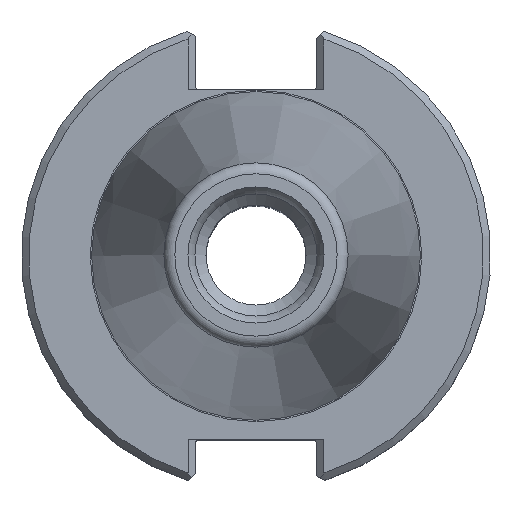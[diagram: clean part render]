
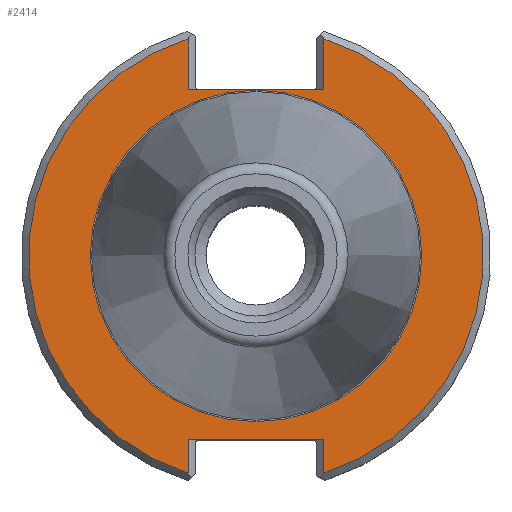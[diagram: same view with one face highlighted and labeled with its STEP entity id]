
A CAD part, top view. The second image highlights one B-rep face of the part: STEP entity #2414.
In plain terms, the highlighted planar face has unit normal (0, 0, 1).
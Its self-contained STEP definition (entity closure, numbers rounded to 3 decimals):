
#56=LINE('',#3680,#121);
#59=LINE('',#3691,#124);
#78=LINE('',#3774,#143);
#80=LINE('',#3790,#145);
#81=LINE('',#3792,#146);
#82=LINE('',#3794,#147);
#121=VECTOR('',#2929,1000.);
#124=VECTOR('',#2934,1000.);
#143=VECTOR('',#2981,1000.);
#145=VECTOR('',#2991,1000.);
#146=VECTOR('',#2992,1000.);
#147=VECTOR('',#2993,1000.);
#283=PLANE('',#2593);
#686=ORIENTED_EDGE('',*,*,#928,.T.);
#687=ORIENTED_EDGE('',*,*,#923,.T.);
#688=ORIENTED_EDGE('',*,*,#953,.F.);
#689=ORIENTED_EDGE('',*,*,#919,.T.);
#690=ORIENTED_EDGE('',*,*,#945,.T.);
#691=ORIENTED_EDGE('',*,*,#958,.T.);
#692=ORIENTED_EDGE('',*,*,#959,.F.);
#693=ORIENTED_EDGE('',*,*,#960,.T.);
#694=ORIENTED_EDGE('',*,*,#917,.F.);
#917=EDGE_CURVE('',#1107,#1107,#1211,.T.);
#919=EDGE_CURVE('',#1109,#1108,#56,.T.);
#923=EDGE_CURVE('',#1110,#1111,#59,.T.);
#928=EDGE_CURVE('',#1114,#1110,#1212,.T.);
#945=EDGE_CURVE('',#1108,#1125,#1213,.T.);
#953=EDGE_CURVE('',#1109,#1111,#78,.T.);
#958=EDGE_CURVE('',#1125,#1132,#80,.T.);
#959=EDGE_CURVE('',#1133,#1132,#81,.T.);
#960=EDGE_CURVE('',#1133,#1114,#82,.T.);
#1107=VERTEX_POINT('',#3673);
#1108=VERTEX_POINT('',#3679);
#1109=VERTEX_POINT('',#3681);
#1110=VERTEX_POINT('',#3688);
#1111=VERTEX_POINT('',#3690);
#1114=VERTEX_POINT('',#3706);
#1125=VERTEX_POINT('',#3752);
#1132=VERTEX_POINT('',#3791);
#1133=VERTEX_POINT('',#3793);
#1211=CIRCLE('',#2573,22.413);
#1212=CIRCLE('',#2578,30.75);
#1213=CIRCLE('',#2585,30.75);
#1358=EDGE_LOOP('',(#686,#687,#688,#689,#690,#691,#692,#693));
#1359=EDGE_LOOP('',(#694));
#1518=FACE_BOUND('',#1358,.T.);
#1519=FACE_BOUND('',#1359,.T.);
#2414=ADVANCED_FACE('',(#1518,#1519),#283,.T.);
#2573=AXIS2_PLACEMENT_3D('',#3672,#2925,#2926);
#2578=AXIS2_PLACEMENT_3D('',#3707,#2941,#2942);
#2585=AXIS2_PLACEMENT_3D('',#3753,#2967,#2968);
#2593=AXIS2_PLACEMENT_3D('',#3789,#2989,#2990);
#2925=DIRECTION('',(0.,0.,1.));
#2926=DIRECTION('',(1.,0.,0.));
#2929=DIRECTION('',(0.,-1.,0.));
#2934=DIRECTION('',(0.,1.,0.));
#2941=DIRECTION('',(0.,0.,1.));
#2942=DIRECTION('',(1.,0.,0.));
#2967=DIRECTION('',(0.,0.,1.));
#2968=DIRECTION('',(1.,0.,0.));
#2981=DIRECTION('',(-1.,0.,0.));
#2989=DIRECTION('',(0.,0.,1.));
#2990=DIRECTION('',(1.,0.,0.));
#2991=DIRECTION('',(0.,-1.,0.));
#2992=DIRECTION('',(1.,0.,0.));
#2993=DIRECTION('',(0.,1.,0.));
#3672=CARTESIAN_POINT('',(0.,0.,-3.17));
#3673=CARTESIAN_POINT('',(22.413,0.,-3.17));
#3679=CARTESIAN_POINT('',(9.19,-29.345,-3.17));
#3680=CARTESIAN_POINT('',(9.19,-30.831,-3.17));
#3681=CARTESIAN_POINT('',(9.19,-24.87,-3.17));
#3688=CARTESIAN_POINT('',(-9.19,-29.345,-3.17));
#3690=CARTESIAN_POINT('',(-9.19,-24.87,-3.17));
#3691=CARTESIAN_POINT('',(-9.19,-24.87,-3.17));
#3706=CARTESIAN_POINT('',(-9.19,29.345,-3.17));
#3707=CARTESIAN_POINT('',(0.,0.,-3.17));
#3752=CARTESIAN_POINT('',(9.19,29.345,-3.17));
#3753=CARTESIAN_POINT('',(0.,0.,-3.17));
#3774=CARTESIAN_POINT('',(8.19,-24.87,-3.17));
#3789=CARTESIAN_POINT('',(22.413,0.,-3.17));
#3790=CARTESIAN_POINT('',(9.19,22.46,-3.17));
#3791=CARTESIAN_POINT('',(9.19,22.46,-3.17));
#3792=CARTESIAN_POINT('',(-8.19,22.46,-3.17));
#3793=CARTESIAN_POINT('',(-9.19,22.46,-3.17));
#3794=CARTESIAN_POINT('',(-9.19,30.831,-3.17));
